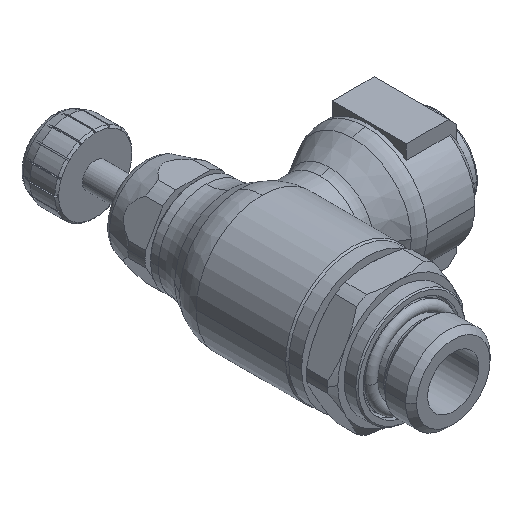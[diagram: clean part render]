
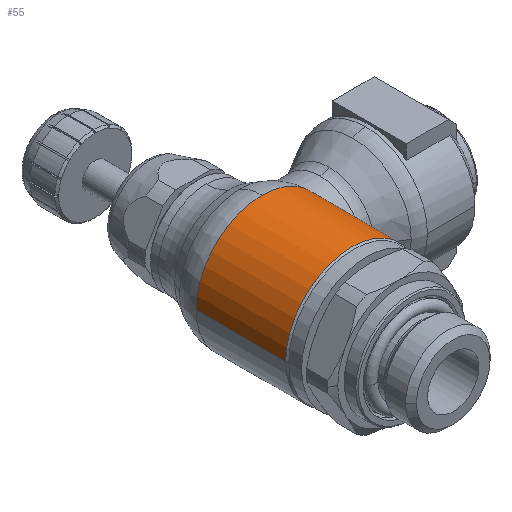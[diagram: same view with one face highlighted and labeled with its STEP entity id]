
A CAD part, isometric view. The second image highlights one B-rep face of the part: STEP entity #55.
In plain terms, the highlighted cylindrical face has radius 10.325 mm (diameter 20.65 mm), a partial arc.
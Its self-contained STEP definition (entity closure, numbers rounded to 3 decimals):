
#55=ADVANCED_FACE('',(#300),#301,.T.);
#300=FACE_OUTER_BOUND('',#791,.T.);
#301=CYLINDRICAL_SURFACE('',#792,10.325);
#791=EDGE_LOOP('',(#1333,#1334,#1335,#1336,#1337,#1338));
#792=AXIS2_PLACEMENT_3D('',#1339,#1340,#1341);
#1333=ORIENTED_EDGE('',*,*,#3245,.F.);
#1334=ORIENTED_EDGE('',*,*,#3246,.T.);
#1335=ORIENTED_EDGE('',*,*,#3247,.F.);
#1336=ORIENTED_EDGE('',*,*,#3248,.T.);
#1337=ORIENTED_EDGE('',*,*,#3243,.F.);
#1338=ORIENTED_EDGE('',*,*,#3249,.F.);
#1339=CARTESIAN_POINT('',(0.0,22.789,0.0));
#1340=DIRECTION('',(0.0,1.0,0.0));
#1341=DIRECTION('',(-1.0,0.0,0.0));
#3243=EDGE_CURVE('',#3934,#3936,#3937,.T.);
#3245=EDGE_CURVE('',#3939,#3940,#3941,.T.);
#3246=EDGE_CURVE('',#3939,#3942,#3943,.T.);
#3247=EDGE_CURVE('',#3944,#3942,#3945,.T.);
#3248=EDGE_CURVE('',#3944,#3936,#3946,.T.);
#3249=EDGE_CURVE('',#3940,#3934,#3947,.T.);
#3934=VERTEX_POINT('',#4992);
#3936=VERTEX_POINT('',#4994);
#3937=CIRCLE('',#4995,10.325);
#3939=VERTEX_POINT('',#5024);
#3940=VERTEX_POINT('',#5025);
#3941=LINE('',#5026,#5027);
#3942=VERTEX_POINT('',#5028);
#3943=CIRCLE('',#5029,10.325);
#3944=VERTEX_POINT('',#5030);
#3945=LINE('',#5031,#5032);
#3946=B_SPLINE_CURVE_WITH_KNOTS('',3,(#5033,#5034,#5035,#5036,#5037,#5038,#5039,#5040,#5041,#5042,#5043,#5044,#5045,#5046,#5047,#5048,#5049,#5050,#5051,#5052,#5053,#5054,#5055,#5056,#5057,#5058,#5059,#5060,#5061,#5062),.UNSPECIFIED.,.F.,.F.,(4,2,2,2,2,2,2,2,2,2,2,2,2,2,4),(1.29,2.579,3.869,5.158,6.437,7.715,8.993,10.272,11.55,12.829,14.107,15.385,16.675,17.965,19.254),.UNSPECIFIED.);
#3947=CIRCLE('',#5063,10.325);
#4992=CARTESIAN_POINT('',(0.,29.774,10.325));
#4994=CARTESIAN_POINT('',(8.179,29.774,6.302));
#4995=AXIS2_PLACEMENT_3D('',#7657,#7658,#7659);
#5024=CARTESIAN_POINT('',(-10.325,15.803,0.0));
#5025=CARTESIAN_POINT('',(-10.325,29.774,0.));
#5026=CARTESIAN_POINT('',(-10.325,22.789,0.));
#5027=VECTOR('',#7660,1.0);
#5028=CARTESIAN_POINT('',(10.325,15.803,0.));
#5029=AXIS2_PLACEMENT_3D('',#7661,#7662,#7663);
#5030=CARTESIAN_POINT('',(10.325,25.075,0.));
#5031=CARTESIAN_POINT('',(10.325,22.789,0.));
#5032=VECTOR('',#7664,1.0);
#5033=CARTESIAN_POINT('',(8.066,30.352,-6.446));
#5034=CARTESIAN_POINT('',(8.135,29.922,-6.359));
#5035=CARTESIAN_POINT('',(8.237,29.5,-6.229));
#5036=CARTESIAN_POINT('',(8.482,28.697,-5.891));
#5037=CARTESIAN_POINT('',(8.625,28.315,-5.682));
#5038=CARTESIAN_POINT('',(8.922,27.61,-5.205));
#5039=CARTESIAN_POINT('',(9.075,27.287,-4.936));
#5040=CARTESIAN_POINT('',(9.362,26.717,-4.365));
#5041=CARTESIAN_POINT('',(9.508,26.448,-4.044));
#5042=CARTESIAN_POINT('',(9.778,25.97,-3.339));
#5043=CARTESIAN_POINT('',(9.902,25.76,-2.955));
#5044=CARTESIAN_POINT('',(10.108,25.42,-2.148));
#5045=CARTESIAN_POINT('',(10.189,25.29,-1.724));
#5046=CARTESIAN_POINT('',(10.298,25.117,-0.863));
#5047=CARTESIAN_POINT('',(10.325,25.075,-0.426));
#5048=CARTESIAN_POINT('',(10.325,25.075,0.426));
#5049=CARTESIAN_POINT('',(10.298,25.117,0.863));
#5050=CARTESIAN_POINT('',(10.189,25.29,1.724));
#5051=CARTESIAN_POINT('',(10.108,25.42,2.148));
#5052=CARTESIAN_POINT('',(9.902,25.76,2.955));
#5053=CARTESIAN_POINT('',(9.778,25.97,3.339));
#5054=CARTESIAN_POINT('',(9.508,26.448,4.044));
#5055=CARTESIAN_POINT('',(9.362,26.717,4.365));
#5056=CARTESIAN_POINT('',(9.075,27.287,4.936));
#5057=CARTESIAN_POINT('',(8.922,27.61,5.205));
#5058=CARTESIAN_POINT('',(8.625,28.315,5.682));
#5059=CARTESIAN_POINT('',(8.482,28.697,5.891));
#5060=CARTESIAN_POINT('',(8.237,29.5,6.229));
#5061=CARTESIAN_POINT('',(8.135,29.922,6.359));
#5062=CARTESIAN_POINT('',(8.066,30.352,6.446));
#5063=AXIS2_PLACEMENT_3D('',#7665,#7666,#7667);
#7657=CARTESIAN_POINT('',(0.0,29.774,0.0));
#7658=DIRECTION('',(0.0,1.0,0.0));
#7659=DIRECTION('',(-1.0,0.0,0.0));
#7660=DIRECTION('',(0.0,1.0,0.0));
#7661=CARTESIAN_POINT('',(0.0,15.803,0.0));
#7662=DIRECTION('',(0.0,1.0,0.0));
#7663=DIRECTION('',(-1.0,0.0,0.0));
#7664=DIRECTION('',(-0.0,-1.0,-0.0));
#7665=CARTESIAN_POINT('',(0.0,29.774,0.0));
#7666=DIRECTION('',(0.0,1.0,0.0));
#7667=DIRECTION('',(-1.0,0.0,0.0));
